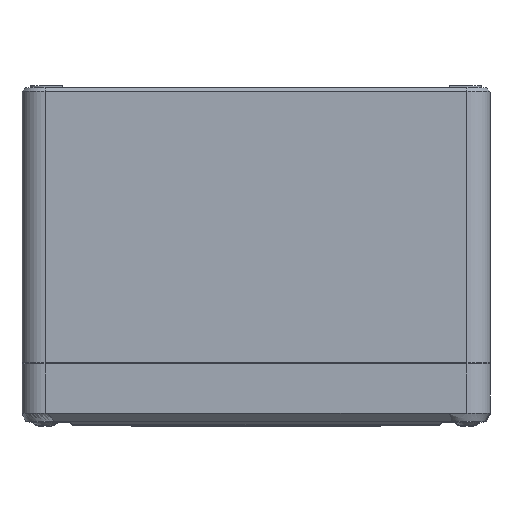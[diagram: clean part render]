
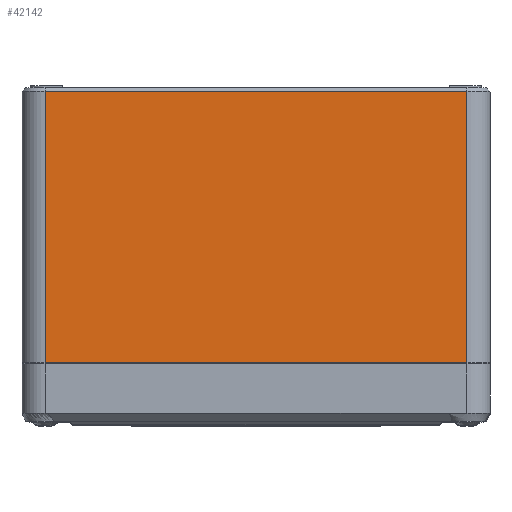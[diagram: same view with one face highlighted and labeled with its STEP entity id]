
A CAD part, top view. The second image highlights one B-rep face of the part: STEP entity #42142.
In plain terms, the highlighted planar face has unit normal (0, 0, 1).
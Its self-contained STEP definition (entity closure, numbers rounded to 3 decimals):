
#8156=PLANE('',#44750);
#8789=FACE_OUTER_BOUND('',#11506,.T.);
#11506=EDGE_LOOP('',(#30740,#30741,#30742,#30743));
#14749=LINE('',#69829,#15797);
#14826=LINE('',#71026,#15874);
#14827=LINE('',#71028,#15875);
#14828=LINE('',#71029,#15876);
#15797=VECTOR('',#47150,10.);
#15874=VECTOR('',#47283,10.);
#15875=VECTOR('',#47284,10.);
#15876=VECTOR('',#47285,10.);
#17392=VERTEX_POINT('',#69818);
#17396=VERTEX_POINT('',#69827);
#17480=VERTEX_POINT('',#71025);
#17481=VERTEX_POINT('',#71027);
#22366=EDGE_CURVE('',#17392,#17396,#14749,.T.);
#22493=EDGE_CURVE('',#17480,#17396,#14826,.T.);
#22494=EDGE_CURVE('',#17481,#17480,#14827,.T.);
#22495=EDGE_CURVE('',#17481,#17392,#14828,.T.);
#30740=ORIENTED_EDGE('',*,*,#22366,.T.);
#30741=ORIENTED_EDGE('',*,*,#22493,.F.);
#30742=ORIENTED_EDGE('',*,*,#22494,.F.);
#30743=ORIENTED_EDGE('',*,*,#22495,.T.);
#42142=ADVANCED_FACE('',(#8789),#8156,.T.);
#44750=AXIS2_PLACEMENT_3D('',#71024,#47281,#47282);
#47150=DIRECTION('',(1.,0.,0.));
#47281=DIRECTION('center_axis',(0.,0.,1.));
#47282=DIRECTION('ref_axis',(-1.,0.,0.));
#47283=DIRECTION('',(0.,-1.,0.));
#47284=DIRECTION('',(1.,0.,0.));
#47285=DIRECTION('',(0.,-1.,0.));
#69818=CARTESIAN_POINT('',(-116.,15.25,120.));
#69827=CARTESIAN_POINT('',(-6.,15.25,120.));
#69829=CARTESIAN_POINT('',(-33.5,15.25,120.));
#71024=CARTESIAN_POINT('Origin',(-6.,87.056,120.));
#71025=CARTESIAN_POINT('',(-6.,86.056,120.));
#71026=CARTESIAN_POINT('',(-6.,87.056,120.));
#71027=CARTESIAN_POINT('',(-116.,86.056,120.));
#71028=CARTESIAN_POINT('',(-33.5,86.056,120.));
#71029=CARTESIAN_POINT('',(-116.,87.056,120.));
